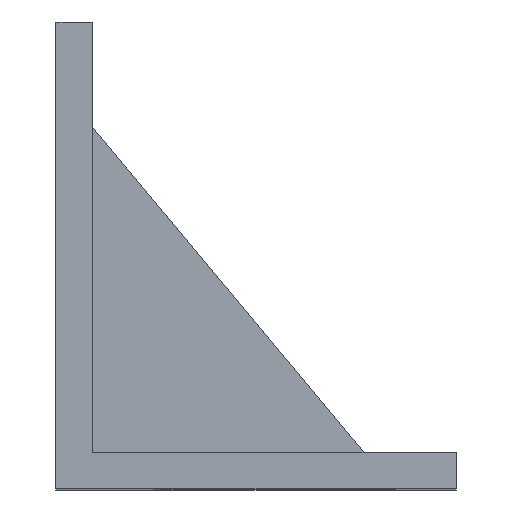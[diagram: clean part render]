
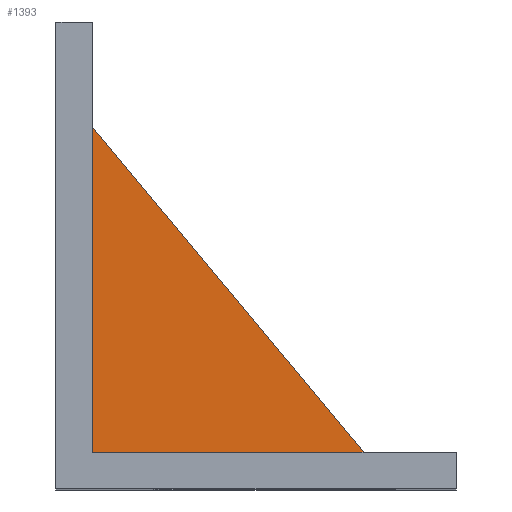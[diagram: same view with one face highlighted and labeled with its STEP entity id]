
A CAD part, top view. The second image highlights one B-rep face of the part: STEP entity #1393.
In plain terms, the highlighted planar face has unit normal (0, 0, 1).
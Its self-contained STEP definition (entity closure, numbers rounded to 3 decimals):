
#10 = CARTESIAN_POINT ( 'NONE',  ( 117.4, 14., 83.5 ) ) ;
#94 = VERTEX_POINT ( 'NONE', #376 ) ;
#140 = VERTEX_POINT ( 'NONE', #10 ) ;
#174 = VECTOR ( 'NONE', #1828, 1000. ) ;
#263 = CARTESIAN_POINT ( 'NONE',  ( 14., 137.8, 83.5 ) ) ;
#376 = CARTESIAN_POINT ( 'NONE',  ( 14., 14., 83.5 ) ) ;
#394 = AXIS2_PLACEMENT_3D ( 'NONE', #926, #1620, #446 ) ;
#413 = CARTESIAN_POINT ( 'NONE',  ( 276.398, 14., 83.5 ) ) ;
#423 = DIRECTION ( 'NONE',  ( 0., -1., 0. ) ) ;
#446 = DIRECTION ( 'NONE',  ( -1., 0., 0. ) ) ;
#456 = FACE_OUTER_BOUND ( 'NONE', #1719, .T. ) ;
#531 = CARTESIAN_POINT ( 'NONE',  ( 14., 137.8, 83.5 ) ) ;
#721 = ORIENTED_EDGE ( 'NONE', *, *, #1682, .T. ) ;
#767 = DIRECTION ( 'NONE',  ( -0.641, 0.768, 0. ) ) ;
#926 = CARTESIAN_POINT ( 'NONE',  ( 276.398, 137.8, 83.5 ) ) ;
#1087 = CARTESIAN_POINT ( 'NONE',  ( 121.827, 8.7, 83.5 ) ) ;
#1092 = PLANE ( 'NONE',  #394 ) ;
#1128 = LINE ( 'NONE', #413, #174 ) ;
#1274 = LINE ( 'NONE', #263, #1909 ) ;
#1365 = EDGE_CURVE ( 'NONE', #1520, #94, #1274, .T. ) ;
#1393 = ADVANCED_FACE ( 'NONE', ( #456 ), #1092, .F. ) ;
#1447 = EDGE_CURVE ( 'NONE', #140, #94, #1128, .T. ) ;
#1520 = VERTEX_POINT ( 'NONE', #531 ) ;
#1620 = DIRECTION ( 'NONE',  ( 0., 0., -1. ) ) ;
#1672 = ORIENTED_EDGE ( 'NONE', *, *, #1365, .T. ) ;
#1682 = EDGE_CURVE ( 'NONE', #140, #1520, #2128, .T. ) ;
#1719 = EDGE_LOOP ( 'NONE', ( #1725, #721, #1672 ) ) ;
#1725 = ORIENTED_EDGE ( 'NONE', *, *, #1447, .F. ) ;
#1828 = DIRECTION ( 'NONE',  ( -1., 0., 0. ) ) ;
#1909 = VECTOR ( 'NONE', #423, 1000. ) ;
#2128 = LINE ( 'NONE', #1087, #2249 ) ;
#2249 = VECTOR ( 'NONE', #767, 1000. ) ;
